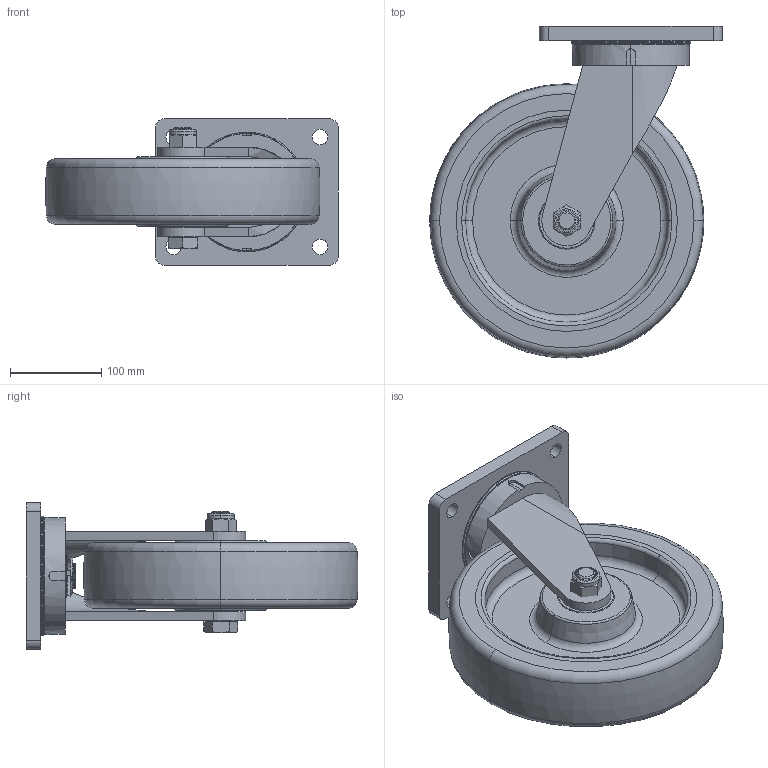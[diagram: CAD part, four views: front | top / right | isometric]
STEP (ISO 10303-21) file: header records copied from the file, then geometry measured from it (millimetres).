
FILE_DESCRIPTION (( 'STEP AP203' ), '1' );
FILE_NAME ('S12904.STEP', '2020-02-24T19:36:01', ( '' ), ( '' ), 'SwSTEP 2.0', 'SolidWorks 2013', '' );
FILE_SCHEMA (( 'CONFIG_CONTROL_DESIGN' ));
Length unit declared in the file: millimetre
Products named in the file (1): S12904
Bounding box: 319.96 x 362.9 x 160 mm (x, y, z)
Surface area: 544659.3 mm2 (no closed solid volume)
Topology: 0 solids, 26 shells, 303 faces, 911 edges, 632 vertices
Faces by surface type: cylinder 94, cone 76, plane 68, torus 52, sphere 8, bspline 5
Entity records: 12549 total; most frequent: CARTESIAN_POINT 4412, DIRECTION 1796, ORIENTED_EDGE 1532, EDGE_CURVE 887, AXIS2_PLACEMENT_3D 754, VERTEX_POINT 616, CIRCLE 455, EDGE_LOOP 336
